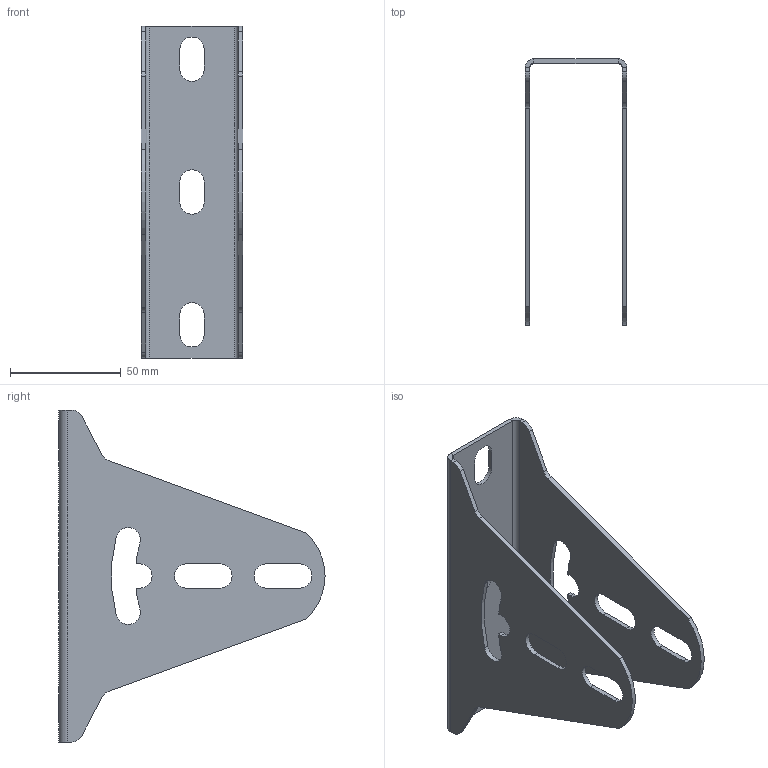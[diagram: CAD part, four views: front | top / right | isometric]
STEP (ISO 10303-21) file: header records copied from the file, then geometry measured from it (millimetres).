
FILE_DESCRIPTION((''),'2;1');
FILE_NAME('740610','2018-11-08T18:57:47',('tomasz.grudniewski'),(''),'CREO PARAMETRIC BY PTC INC, 2018260','CREO PARAMETRIC BY PTC INC, 2018260','');
FILE_SCHEMA(('CONFIG_CONTROL_DESIGN'));
Length unit declared in the file: millimetre
Products named in the file (1): 740610
Bounding box: 46 x 120.2 x 150 mm (x, y, z)
Volume: 45006.1 mm3; surface area: 47653.5 mm2
Topology: 1 solids, 1 shells, 82 faces, 224 edges, 144 vertices
Faces by surface type: plane 42, cylinder 40
Entity records: 2674 total; most frequent: DIRECTION 468, CARTESIAN_POINT 450, ORIENTED_EDGE 448, EDGE_CURVE 224, AXIS2_PLACEMENT_3D 162, VECTOR 144, LINE 144, VERTEX_POINT 144
